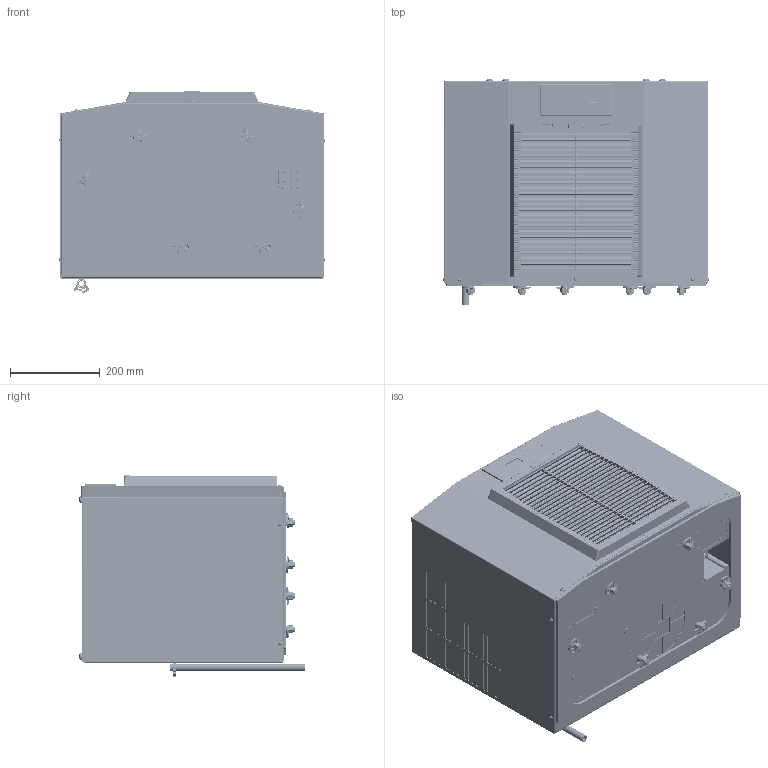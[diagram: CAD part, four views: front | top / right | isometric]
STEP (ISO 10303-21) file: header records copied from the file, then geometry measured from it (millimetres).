
FILE_DESCRIPTION (( 'STEP AP203' ), '1' );
FILE_NAME ('13256279055_Default.step', '2025-03-21T19:46:46', ( 'Windows User' ), ( 'AUTOMATION DIRECT' ), 'SwSTEP 2.0', 'SolidWorks 2024', '' );
FILE_SCHEMA (( 'CONFIG_CONTROL_DESIGN' ));
Products named in the file (1): 13256279055_Default
Bounding box: 592.25 x 503.25 x 449.67 mm (x, y, z)
Volume: 101700023.7 mm3; surface area: 4247095.2 mm2
Topology: 85 solids, 85 shells, 10572 faces, 28572 edges, 18401 vertices
Faces by surface type: plane 6279, cylinder 2872, cone 573, bspline 492, sphere 199, torus 157
Entity records: 361942 total; most frequent: CARTESIAN_POINT 99816, ORIENTED_EDGE 57002, DIRECTION 50941, EDGE_CURVE 28501, VECTOR 18787, LINE 18787, VERTEX_POINT 18381, AXIS2_PLACEMENT_3D 16077
